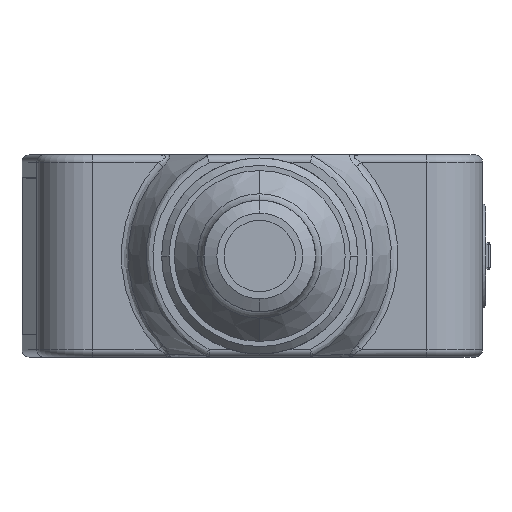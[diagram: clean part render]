
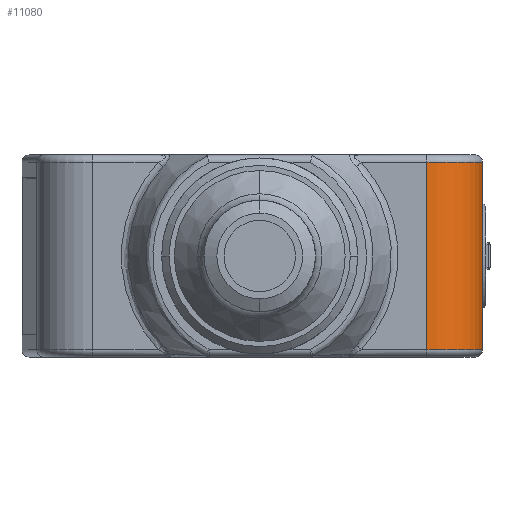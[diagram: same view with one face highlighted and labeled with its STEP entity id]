
A CAD part, front view. The second image highlights one B-rep face of the part: STEP entity #11080.
In plain terms, the highlighted cylindrical face has radius 3.75 mm (diameter 7.5 mm), a partial arc.
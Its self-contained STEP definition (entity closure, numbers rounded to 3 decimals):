
#838=CARTESIAN_POINT('',(26.25,-35.95,-6.3));
#839=DIRECTION('',(0.,0.,-1.));
#840=DIRECTION('',(1.,0.,0.));
#841=AXIS2_PLACEMENT_3D('',#838,#839,#840);
#854=DIRECTION('',(0.,0.,1.));
#855=VECTOR('',#854,12.6);
#856=CARTESIAN_POINT('',(26.25,-39.7,-6.3));
#857=LINE('',#856,#855);
#869=CARTESIAN_POINT('',(26.25,-35.95,6.3));
#870=DIRECTION('',(0.,0.,1.));
#871=DIRECTION('',(0.,-1.,0.));
#872=AXIS2_PLACEMENT_3D('',#869,#870,#871);
#2406=DIRECTION('',(0.,0.,1.));
#2407=VECTOR('',#2406,12.6);
#2408=CARTESIAN_POINT('',(30.,-35.95,-6.3));
#2409=LINE('',#2408,#2407);
#9216=CARTESIAN_POINT('',(26.25,-39.7,6.3));
#9217=CARTESIAN_POINT('',(30.,-35.95,6.3));
#9218=VERTEX_POINT('',#9216);
#9219=VERTEX_POINT('',#9217);
#9235=CARTESIAN_POINT('',(30.,-35.95,-6.3));
#9237=VERTEX_POINT('',#9235);
#9240=CARTESIAN_POINT('',(26.25,-39.7,-6.3));
#9241=VERTEX_POINT('',#9240);
#11066=CARTESIAN_POINT('',(26.25,-35.95,-6.8));
#11067=DIRECTION('',(0.,0.,1.));
#11068=DIRECTION('',(1.,0.,0.));
#11069=AXIS2_PLACEMENT_3D('',#11066,#11067,#11068);
#11070=CYLINDRICAL_SURFACE('',#11069,3.75);
#11072=ORIENTED_EDGE('',*,*,#11071,.T.);
#11074=ORIENTED_EDGE('',*,*,#11073,.F.);
#11075=ORIENTED_EDGE('',*,*,#11060,.T.);
#11077=ORIENTED_EDGE('',*,*,#11076,.T.);
#11078=EDGE_LOOP('',(#11072,#11074,#11075,#11077));
#11079=FACE_OUTER_BOUND('',#11078,.F.);
#11080=ADVANCED_FACE('',(#11079),#11070,.T.);
#842=CIRCLE('',#841,3.75);
#873=CIRCLE('',#872,3.75);
#11060=EDGE_CURVE('',#9237,#9241,#842,.T.);
#11071=EDGE_CURVE('',#9218,#9219,#873,.T.);
#11073=EDGE_CURVE('',#9237,#9219,#2409,.T.);
#11076=EDGE_CURVE('',#9241,#9218,#857,.T.);
